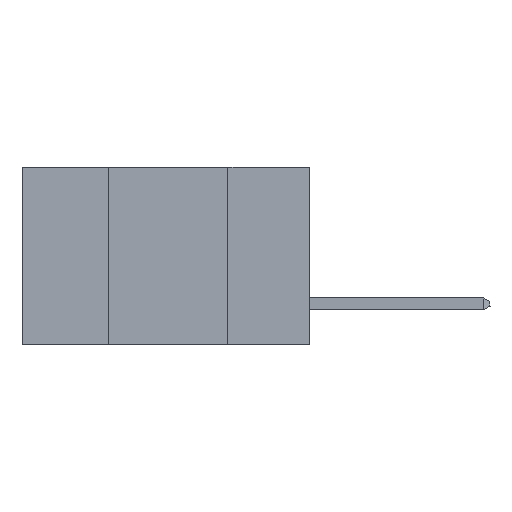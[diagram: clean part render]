
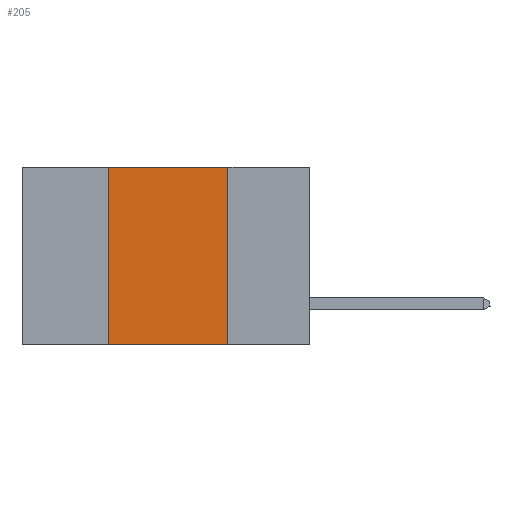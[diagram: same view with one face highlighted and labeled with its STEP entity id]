
A CAD part, left-side view. The second image highlights one B-rep face of the part: STEP entity #205.
In plain terms, the highlighted planar face has unit normal (-1, 0, 0).
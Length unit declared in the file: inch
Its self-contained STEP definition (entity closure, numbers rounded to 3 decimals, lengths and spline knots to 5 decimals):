
#205 = ADVANCED_FACE ( 'NONE', ( #13149 ), #5964, .F. ) ;
#275 = LINE ( 'NONE', #20547, #23815 ) ;
#689 = VECTOR ( 'NONE', #10345, 39.37008 ) ;
#692 = CARTESIAN_POINT ( 'NONE',  ( 0., 0.17, 0. ) ) ;
#816 = LINE ( 'NONE', #692, #689 ) ;
#924 = VERTEX_POINT ( 'NONE', #12285 ) ;
#1772 = VERTEX_POINT ( 'NONE', #21624 ) ;
#2033 = VERTEX_POINT ( 'NONE', #15383 ) ;
#2407 = CARTESIAN_POINT ( 'NONE',  ( 0., 0.17, 0. ) ) ;
#2421 = ORIENTED_EDGE ( 'NONE', *, *, #19705, .F. ) ;
#3903 = AXIS2_PLACEMENT_3D ( 'NONE', #13516, #20609, #20974 ) ;
#4333 = LINE ( 'NONE', #8011, #8353 ) ;
#5964 = PLANE ( 'NONE',  #3903 ) ;
#6568 = EDGE_LOOP ( 'NONE', ( #22564, #13135, #2421, #20178 ) ) ;
#8011 = CARTESIAN_POINT ( 'NONE',  ( 0., 0.42, 0. ) ) ;
#8344 = DIRECTION ( 'NONE',  ( 0., -1., 0. ) ) ;
#8353 = VECTOR ( 'NONE', #15464, 39.37008 ) ;
#10345 = DIRECTION ( 'NONE',  ( 0., 0., -1. ) ) ;
#10825 = VERTEX_POINT ( 'NONE', #2407 ) ;
#10882 = EDGE_CURVE ( 'NONE', #10825, #1772, #816, .T. ) ;
#11260 = DIRECTION ( 'NONE',  ( 0., -1., 0. ) ) ;
#12285 = CARTESIAN_POINT ( 'NONE',  ( 0., 0.42, -0.37 ) ) ;
#13135 = ORIENTED_EDGE ( 'NONE', *, *, #22661, .F. ) ;
#13149 = FACE_OUTER_BOUND ( 'NONE', #6568, .T. ) ;
#13516 = CARTESIAN_POINT ( 'NONE',  ( 0., 0.6, 0. ) ) ;
#15383 = CARTESIAN_POINT ( 'NONE',  ( 0., 0.42, 0. ) ) ;
#15464 = DIRECTION ( 'NONE',  ( 0., 0., 1. ) ) ;
#18360 = VECTOR ( 'NONE', #8344, 39.37008 ) ;
#19705 = EDGE_CURVE ( 'NONE', #924, #2033, #4333, .T. ) ;
#20178 = ORIENTED_EDGE ( 'NONE', *, *, #21225, .T. ) ;
#20547 = CARTESIAN_POINT ( 'NONE',  ( 0., 0.6, 0. ) ) ;
#20609 = DIRECTION ( 'NONE',  ( 1., 0., 0. ) ) ;
#20974 = DIRECTION ( 'NONE',  ( 0., 0., -1. ) ) ;
#21225 = EDGE_CURVE ( 'NONE', #924, #1772, #22897, .T. ) ;
#21624 = CARTESIAN_POINT ( 'NONE',  ( 0., 0.17, -0.37 ) ) ;
#22564 = ORIENTED_EDGE ( 'NONE', *, *, #10882, .F. ) ;
#22661 = EDGE_CURVE ( 'NONE', #2033, #10825, #275, .T. ) ;
#22897 = LINE ( 'NONE', #23140, #18360 ) ;
#23140 = CARTESIAN_POINT ( 'NONE',  ( 0., 0.6, -0.37 ) ) ;
#23815 = VECTOR ( 'NONE', #11260, 39.37008 ) ;
